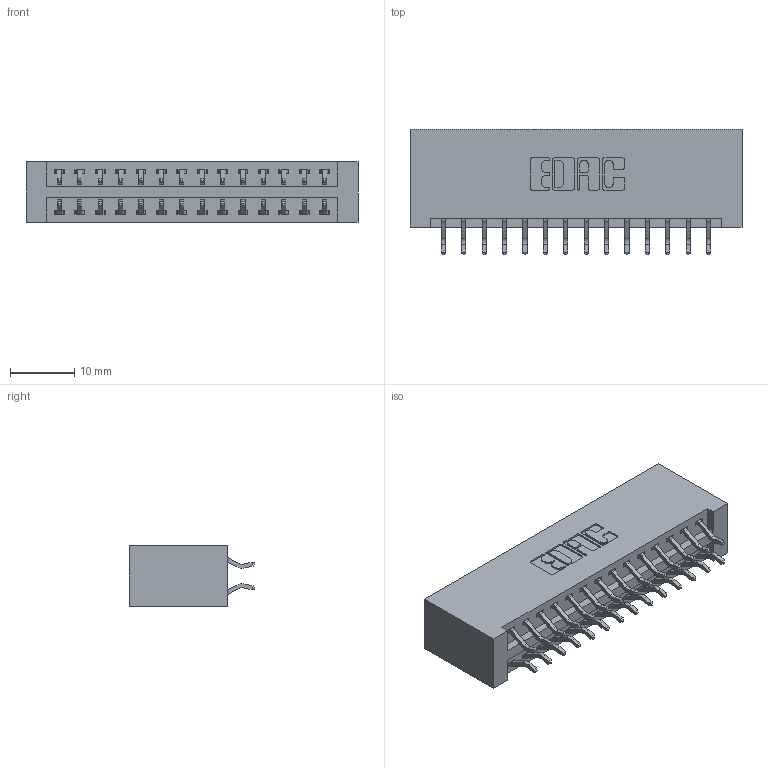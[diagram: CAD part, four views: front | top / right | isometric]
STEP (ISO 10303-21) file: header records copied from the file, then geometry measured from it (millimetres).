
FILE_DESCRIPTION (( 'STEP AP203' ), '1' );
FILE_NAME ('346-028-556-201.STEP', '2022-05-19T05:03:16', ( '' ), ( '' ), 'SwSTEP 2.0', 'SolidWorks 2020', '' );
FILE_SCHEMA (( 'CONFIG_CONTROL_DESIGN' ));
Length unit declared in the file: inch
Products named in the file (3): 345-292-001_556 Tail; 346-028-556-201; 346 Part_No Mounting Lugs
Assembly tree (29 placements, depth 2):
  346-028-556-201
    346 Part_No Mounting Lugs
    345-292-001_556 Tail  x28
Bounding box: 51.69 x 19.57 x 9.4 mm (x, y, z)
Volume: 5395 mm3; surface area: 7112.9 mm2
Topology: 29 solids, 29 shells, 1738 faces, 5149 edges, 3394 vertices
Faces by surface type: plane 1164, cylinder 574
Entity records: 12849 total; most frequent: CARTESIAN_POINT 2168, ORIENTED_EDGE 2090, DIRECTION 1945, EDGE_CURVE 1045, LINE 857, VECTOR 857, VERTEX_POINT 694, AXIS2_PLACEMENT_3D 544
